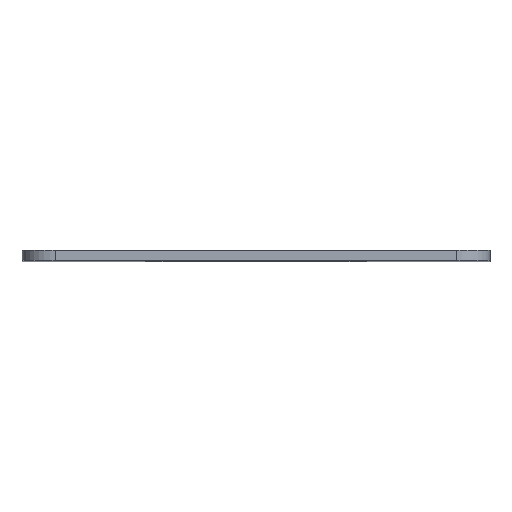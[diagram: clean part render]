
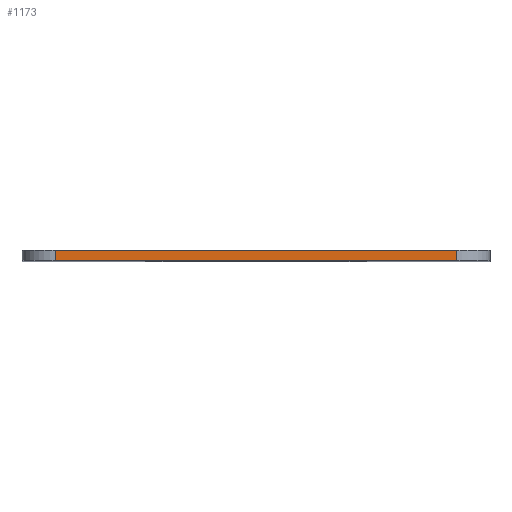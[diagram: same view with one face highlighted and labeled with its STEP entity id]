
A CAD part, top view. The second image highlights one B-rep face of the part: STEP entity #1173.
In plain terms, the highlighted planar face has unit normal (0, 0, 1).
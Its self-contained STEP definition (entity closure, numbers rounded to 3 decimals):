
#57=PLANE('',#1301);
#115=FACE_OUTER_BOUND('',#182,.T.);
#182=EDGE_LOOP('',(#1017,#1018,#1019,#1020));
#197=LINE('',#1655,#309);
#202=LINE('',#1667,#314);
#230=LINE('',#1778,#342);
#301=LINE('',#1972,#413);
#309=VECTOR('',#1313,10.);
#314=VECTOR('',#1324,10.);
#342=VECTOR('',#1410,10.);
#413=VECTOR('',#1631,10.);
#478=VERTEX_POINT('',#1652);
#479=VERTEX_POINT('',#1654);
#483=VERTEX_POINT('',#1666);
#536=VERTEX_POINT('',#1774);
#590=EDGE_CURVE('',#478,#479,#197,.T.);
#596=EDGE_CURVE('',#479,#483,#202,.T.);
#652=EDGE_CURVE('',#483,#536,#230,.T.);
#749=EDGE_CURVE('',#536,#478,#301,.T.);
#1017=ORIENTED_EDGE('',*,*,#590,.F.);
#1018=ORIENTED_EDGE('',*,*,#749,.F.);
#1019=ORIENTED_EDGE('',*,*,#652,.F.);
#1020=ORIENTED_EDGE('',*,*,#596,.F.);
#1173=ADVANCED_FACE('',(#115),#57,.T.);
#1301=AXIS2_PLACEMENT_3D('',#1971,#1629,#1630);
#1313=DIRECTION('',(0.,-1.,0.));
#1324=DIRECTION('',(-1.,0.,0.));
#1410=DIRECTION('',(0.,1.,0.));
#1629=DIRECTION('center_axis',(0.,0.,1.));
#1630=DIRECTION('ref_axis',(1.,0.,0.));
#1631=DIRECTION('',(1.,0.,0.));
#1652=CARTESIAN_POINT('',(49.05,1.5,68.331));
#1654=CARTESIAN_POINT('',(49.05,0.,68.331));
#1655=CARTESIAN_POINT('',(49.05,0.,68.331));
#1666=CARTESIAN_POINT('',(-10.95,0.,68.331));
#1667=CARTESIAN_POINT('',(54.05,0.,68.331));
#1774=CARTESIAN_POINT('',(-10.95,1.5,68.331));
#1778=CARTESIAN_POINT('',(-10.95,0.,68.331));
#1971=CARTESIAN_POINT('Origin',(-15.95,0.,68.331));
#1972=CARTESIAN_POINT('',(54.05,1.5,68.331));
